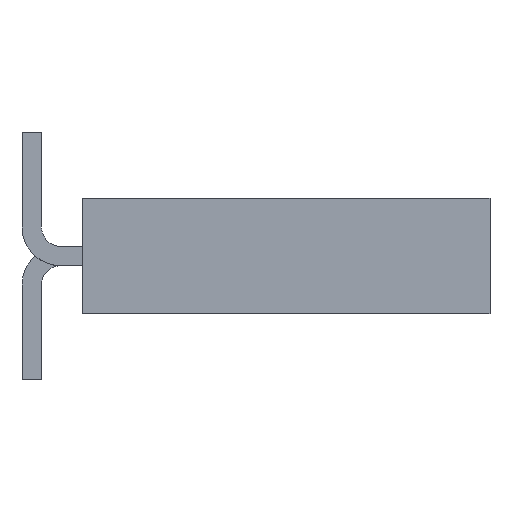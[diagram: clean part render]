
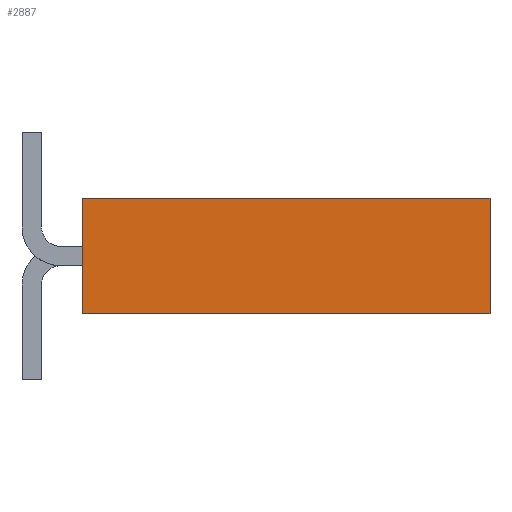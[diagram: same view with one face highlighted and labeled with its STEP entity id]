
A CAD part, left-side view. The second image highlights one B-rep face of the part: STEP entity #2887.
In plain terms, the highlighted planar face has unit normal (-1, 0, 0).
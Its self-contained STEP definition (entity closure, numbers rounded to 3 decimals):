
#2317 = PLANE('',#2318);
#2318 = AXIS2_PLACEMENT_3D('',#2319,#2320,#2321);
#2319 = CARTESIAN_POINT('',(242.168,314.083,
    322.388));
#2320 = DIRECTION('',(0.,1.,0.));
#2321 = DIRECTION('',(1.,0.,0.));
#2340 = VERTEX_POINT('',#2341);
#2341 = CARTESIAN_POINT('',(240.889,314.083,
    319.613));
#2353 = PLANE('',#2354);
#2354 = AXIS2_PLACEMENT_3D('',#2355,#2356,#2357);
#2355 = CARTESIAN_POINT('',(249.95,315.054,
    319.613));
#2356 = DIRECTION('',(0.,0.,-1.));
#2357 = DIRECTION('',(-1.,0.,0.));
#2364 = EDGE_CURVE('',#2365,#2340,#2367,.T.);
#2365 = VERTEX_POINT('',#2366);
#2366 = CARTESIAN_POINT('',(240.889,314.083,
    322.026));
#2367 = SURFACE_CURVE('',#2368,(#2371,#2377),.PCURVE_S1.);
#2368 = B_SPLINE_CURVE_WITH_KNOTS('',1,(#2369,#2370),.UNSPECIFIED.,.F.,
  .F.,(2,2),(0.,2.413),.PIECEWISE_BEZIER_KNOTS.);
#2369 = CARTESIAN_POINT('',(240.889,314.083,
    322.026));
#2370 = CARTESIAN_POINT('',(240.889,314.083,
    319.613));
#2371 = PCURVE('',#2317,#2372);
#2372 = DEFINITIONAL_REPRESENTATION('',(#2373),#2376);
#2373 = B_SPLINE_CURVE_WITH_KNOTS('',1,(#2374,#2375),.UNSPECIFIED.,.F.,
  .F.,(2,2),(0.,2.413),.PIECEWISE_BEZIER_KNOTS.);
#2374 = CARTESIAN_POINT('',(-1.279,0.361));
#2375 = CARTESIAN_POINT('',(-1.279,2.774));
#2376 = ( GEOMETRIC_REPRESENTATION_CONTEXT(2) 
PARAMETRIC_REPRESENTATION_CONTEXT() REPRESENTATION_CONTEXT('2D SPACE',''
  ) );
#2377 = PCURVE('',#2378,#2383);
#2378 = PLANE('',#2379);
#2379 = AXIS2_PLACEMENT_3D('',#2380,#2381,#2382);
#2380 = CARTESIAN_POINT('',(240.889,315.054,
    319.252));
#2381 = DIRECTION('',(-1.,0.,0.));
#2382 = DIRECTION('',(0.,0.,-1.));
#2383 = DEFINITIONAL_REPRESENTATION('',(#2384),#2387);
#2384 = B_SPLINE_CURVE_WITH_KNOTS('',1,(#2385,#2386),.UNSPECIFIED.,.F.,
  .F.,(2,2),(0.,2.413),.PIECEWISE_BEZIER_KNOTS.);
#2385 = CARTESIAN_POINT('',(-2.774,0.971));
#2386 = CARTESIAN_POINT('',(-0.361,0.971));
#2387 = ( GEOMETRIC_REPRESENTATION_CONTEXT(2) 
PARAMETRIC_REPRESENTATION_CONTEXT() REPRESENTATION_CONTEXT('2D SPACE',''
  ) );
#2401 = PLANE('',#2402);
#2402 = AXIS2_PLACEMENT_3D('',#2403,#2404,#2405);
#2403 = CARTESIAN_POINT('',(239.956,315.054,
    322.026));
#2404 = DIRECTION('',(0.,0.,1.));
#2405 = DIRECTION('',(1.,0.,0.));
#2632 = EDGE_CURVE('',#2633,#2365,#2635,.T.);
#2633 = VERTEX_POINT('',#2634);
#2634 = CARTESIAN_POINT('',(240.889,305.574,
    322.026));
#2635 = SURFACE_CURVE('',#2636,(#2639,#2645),.PCURVE_S1.);
#2636 = B_SPLINE_CURVE_WITH_KNOTS('',1,(#2637,#2638),.UNSPECIFIED.,.F.,
  .F.,(2,2),(0.,8.509),.PIECEWISE_BEZIER_KNOTS.);
#2637 = CARTESIAN_POINT('',(240.889,305.574,
    322.026));
#2638 = CARTESIAN_POINT('',(240.889,314.083,
    322.026));
#2639 = PCURVE('',#2401,#2640);
#2640 = DEFINITIONAL_REPRESENTATION('',(#2641),#2644);
#2641 = B_SPLINE_CURVE_WITH_KNOTS('',1,(#2642,#2643),.UNSPECIFIED.,.F.,
  .F.,(2,2),(0.,8.509),.PIECEWISE_BEZIER_KNOTS.);
#2642 = CARTESIAN_POINT('',(0.933,-9.48));
#2643 = CARTESIAN_POINT('',(0.933,-0.971));
#2644 = ( GEOMETRIC_REPRESENTATION_CONTEXT(2) 
PARAMETRIC_REPRESENTATION_CONTEXT() REPRESENTATION_CONTEXT('2D SPACE',''
  ) );
#2645 = PCURVE('',#2378,#2646);
#2646 = DEFINITIONAL_REPRESENTATION('',(#2647),#2650);
#2647 = B_SPLINE_CURVE_WITH_KNOTS('',1,(#2648,#2649),.UNSPECIFIED.,.F.,
  .F.,(2,2),(0.,8.509),.PIECEWISE_BEZIER_KNOTS.);
#2648 = CARTESIAN_POINT('',(-2.774,9.48));
#2649 = CARTESIAN_POINT('',(-2.774,0.971));
#2650 = ( GEOMETRIC_REPRESENTATION_CONTEXT(2) 
PARAMETRIC_REPRESENTATION_CONTEXT() REPRESENTATION_CONTEXT('2D SPACE',''
  ) );
#2666 = PLANE('',#2667);
#2667 = AXIS2_PLACEMENT_3D('',#2668,#2669,#2670);
#2668 = CARTESIAN_POINT('',(249.95,305.574,
    322.388));
#2669 = DIRECTION('',(0.,-1.,0.));
#2670 = DIRECTION('',(-1.,0.,0.));
#2887 = ADVANCED_FACE('',(#2888),#2378,.T.);
#2888 = FACE_BOUND('',#2889,.T.);
#2889 = EDGE_LOOP('',(#2890,#2910,#2928,#2929));
#2890 = ORIENTED_EDGE('',*,*,#2891,.F.);
#2891 = EDGE_CURVE('',#2892,#2340,#2894,.T.);
#2892 = VERTEX_POINT('',#2893);
#2893 = CARTESIAN_POINT('',(240.889,305.574,
    319.613));
#2894 = SURFACE_CURVE('',#2895,(#2898,#2904),.PCURVE_S1.);
#2895 = B_SPLINE_CURVE_WITH_KNOTS('',1,(#2896,#2897),.UNSPECIFIED.,.F.,
  .F.,(2,2),(0.,8.509),.PIECEWISE_BEZIER_KNOTS.);
#2896 = CARTESIAN_POINT('',(240.889,305.574,
    319.613));
#2897 = CARTESIAN_POINT('',(240.889,314.083,
    319.613));
#2898 = PCURVE('',#2378,#2899);
#2899 = DEFINITIONAL_REPRESENTATION('',(#2900),#2903);
#2900 = B_SPLINE_CURVE_WITH_KNOTS('',1,(#2901,#2902),.UNSPECIFIED.,.F.,
  .F.,(2,2),(0.,8.509),.PIECEWISE_BEZIER_KNOTS.);
#2901 = CARTESIAN_POINT('',(-0.361,9.48));
#2902 = CARTESIAN_POINT('',(-0.361,0.971));
#2903 = ( GEOMETRIC_REPRESENTATION_CONTEXT(2) 
PARAMETRIC_REPRESENTATION_CONTEXT() REPRESENTATION_CONTEXT('2D SPACE',''
  ) );
#2904 = PCURVE('',#2353,#2905);
#2905 = DEFINITIONAL_REPRESENTATION('',(#2906),#2909);
#2906 = B_SPLINE_CURVE_WITH_KNOTS('',1,(#2907,#2908),.UNSPECIFIED.,.F.,
  .F.,(2,2),(0.,8.509),.PIECEWISE_BEZIER_KNOTS.);
#2907 = CARTESIAN_POINT('',(9.061,-9.48));
#2908 = CARTESIAN_POINT('',(9.061,-0.971));
#2909 = ( GEOMETRIC_REPRESENTATION_CONTEXT(2) 
PARAMETRIC_REPRESENTATION_CONTEXT() REPRESENTATION_CONTEXT('2D SPACE',''
  ) );
#2910 = ORIENTED_EDGE('',*,*,#2911,.F.);
#2911 = EDGE_CURVE('',#2633,#2892,#2912,.T.);
#2912 = SURFACE_CURVE('',#2913,(#2916,#2922),.PCURVE_S1.);
#2913 = B_SPLINE_CURVE_WITH_KNOTS('',1,(#2914,#2915),.UNSPECIFIED.,.F.,
  .F.,(2,2),(0.,2.413),.PIECEWISE_BEZIER_KNOTS.);
#2914 = CARTESIAN_POINT('',(240.889,305.574,
    322.026));
#2915 = CARTESIAN_POINT('',(240.889,305.574,
    319.613));
#2916 = PCURVE('',#2378,#2917);
#2917 = DEFINITIONAL_REPRESENTATION('',(#2918),#2921);
#2918 = B_SPLINE_CURVE_WITH_KNOTS('',1,(#2919,#2920),.UNSPECIFIED.,.F.,
  .F.,(2,2),(0.,2.413),.PIECEWISE_BEZIER_KNOTS.);
#2919 = CARTESIAN_POINT('',(-2.774,9.48));
#2920 = CARTESIAN_POINT('',(-0.361,9.48));
#2921 = ( GEOMETRIC_REPRESENTATION_CONTEXT(2) 
PARAMETRIC_REPRESENTATION_CONTEXT() REPRESENTATION_CONTEXT('2D SPACE',''
  ) );
#2922 = PCURVE('',#2666,#2923);
#2923 = DEFINITIONAL_REPRESENTATION('',(#2924),#2927);
#2924 = B_SPLINE_CURVE_WITH_KNOTS('',1,(#2925,#2926),.UNSPECIFIED.,.F.,
  .F.,(2,2),(0.,2.413),.PIECEWISE_BEZIER_KNOTS.);
#2925 = CARTESIAN_POINT('',(9.061,0.361));
#2926 = CARTESIAN_POINT('',(9.061,2.774));
#2927 = ( GEOMETRIC_REPRESENTATION_CONTEXT(2) 
PARAMETRIC_REPRESENTATION_CONTEXT() REPRESENTATION_CONTEXT('2D SPACE',''
  ) );
#2928 = ORIENTED_EDGE('',*,*,#2632,.T.);
#2929 = ORIENTED_EDGE('',*,*,#2364,.T.);
